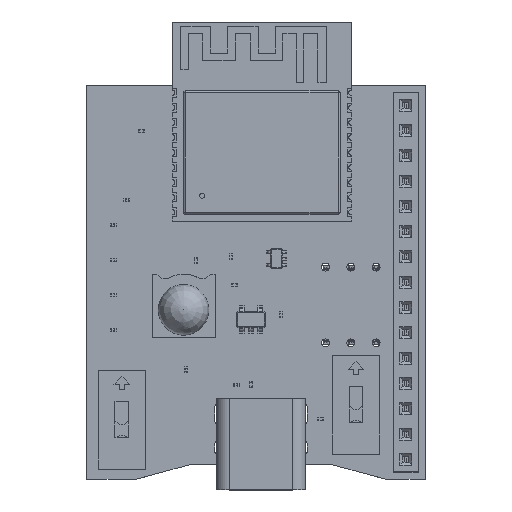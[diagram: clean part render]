
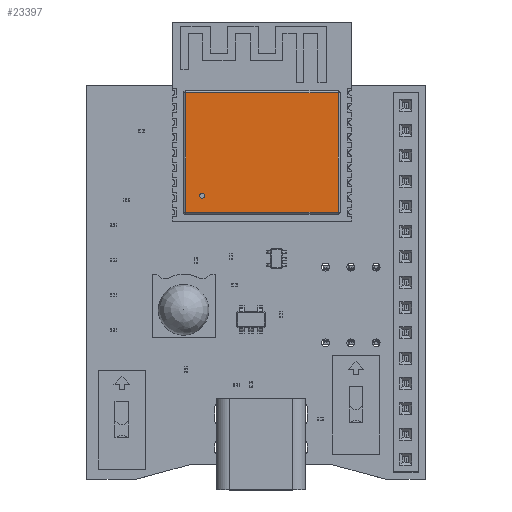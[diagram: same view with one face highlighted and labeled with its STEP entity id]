
A CAD part, top view. The second image highlights one B-rep face of the part: STEP entity #23397.
In plain terms, the highlighted planar face has unit normal (0, 0, 1).
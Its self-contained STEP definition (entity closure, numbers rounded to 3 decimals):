
#23221 = VERTEX_POINT('',#23222);
#23222 = CARTESIAN_POINT('',(-7.65,5.98,3.2));
#23229 = EDGE_CURVE('',#23221,#23230,#23232,.T.);
#23230 = VERTEX_POINT('',#23231);
#23231 = CARTESIAN_POINT('',(7.65,5.98,3.2));
#23232 = LINE('',#23233,#23234);
#23233 = CARTESIAN_POINT('',(-7.85,5.98,3.2));
#23234 = VECTOR('',#23235,1.);
#23235 = DIRECTION('',(1.,0.,0.));
#23397 = ADVANCED_FACE('',(#23398,#23423),#23434,.T.);
#23398 = FACE_BOUND('',#23399,.T.);
#23399 = EDGE_LOOP('',(#23400,#23408,#23409,#23417));
#23400 = ORIENTED_EDGE('',*,*,#23401,.F.);
#23401 = EDGE_CURVE('',#23230,#23402,#23404,.T.);
#23402 = VERTEX_POINT('',#23403);
#23403 = CARTESIAN_POINT('',(7.65,-5.99,3.2));
#23404 = LINE('',#23405,#23406);
#23405 = CARTESIAN_POINT('',(7.65,6.18,3.2));
#23406 = VECTOR('',#23407,1.);
#23407 = DIRECTION('',(0.,-1.,0.));
#23408 = ORIENTED_EDGE('',*,*,#23229,.F.);
#23409 = ORIENTED_EDGE('',*,*,#23410,.F.);
#23410 = EDGE_CURVE('',#23411,#23221,#23413,.T.);
#23411 = VERTEX_POINT('',#23412);
#23412 = CARTESIAN_POINT('',(-7.65,-5.99,3.2));
#23413 = LINE('',#23414,#23415);
#23414 = CARTESIAN_POINT('',(-7.65,-6.19,3.2));
#23415 = VECTOR('',#23416,1.);
#23416 = DIRECTION('',(0.,1.,0.));
#23417 = ORIENTED_EDGE('',*,*,#23418,.F.);
#23418 = EDGE_CURVE('',#23402,#23411,#23419,.T.);
#23419 = LINE('',#23420,#23421);
#23420 = CARTESIAN_POINT('',(7.85,-5.99,3.2));
#23421 = VECTOR('',#23422,1.);
#23422 = DIRECTION('',(-1.,0.,0.));
#23423 = FACE_BOUND('',#23424,.T.);
#23424 = EDGE_LOOP('',(#23425));
#23425 = ORIENTED_EDGE('',*,*,#23426,.F.);
#23426 = EDGE_CURVE('',#23427,#23427,#23429,.T.);
#23427 = VERTEX_POINT('',#23428);
#23428 = CARTESIAN_POINT('',(-5.75,-4.34,3.2));
#23429 = CIRCLE('',#23430,0.25);
#23430 = AXIS2_PLACEMENT_3D('',#23431,#23432,#23433);
#23431 = CARTESIAN_POINT('',(-6.,-4.34,3.2));
#23432 = DIRECTION('',(0.,0.,1.));
#23433 = DIRECTION('',(1.,0.,-0.));
#23434 = PLANE('',#23435);
#23435 = AXIS2_PLACEMENT_3D('',#23436,#23437,#23438);
#23436 = CARTESIAN_POINT('',(0.,-0.005,3.2));
#23437 = DIRECTION('',(0.,0.,1.));
#23438 = DIRECTION('',(1.,0.,-0.));
